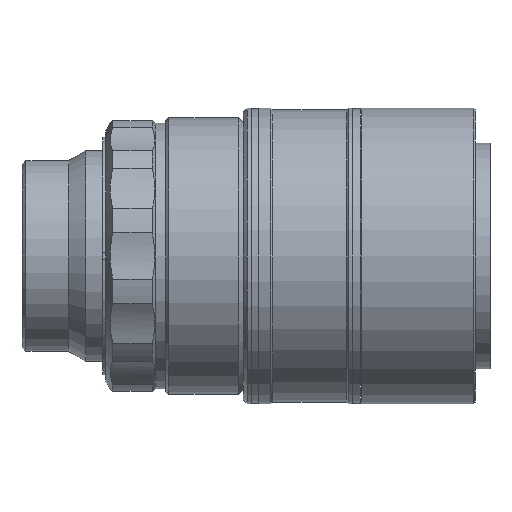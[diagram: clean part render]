
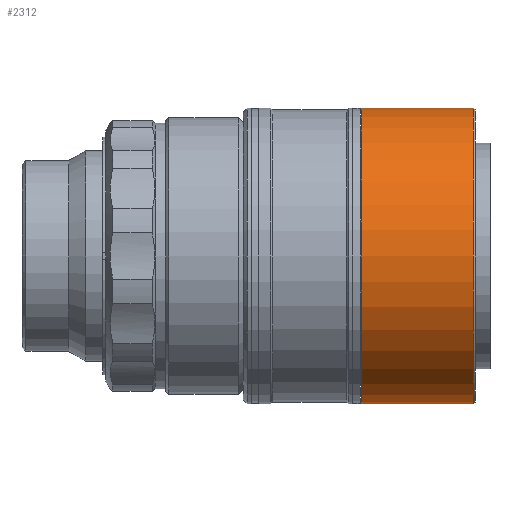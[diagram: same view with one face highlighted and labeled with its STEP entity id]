
A CAD part, front view. The second image highlights one B-rep face of the part: STEP entity #2312.
In plain terms, the highlighted cylindrical face has radius 38 mm (diameter 76 mm), a partial arc.
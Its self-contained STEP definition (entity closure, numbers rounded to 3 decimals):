
#5 = CARTESIAN_POINT ( 'NONE',  ( 0., 0., -38. ) ) ;
#84 = CARTESIAN_POINT ( 'NONE',  ( -11.98, 0., 38. ) ) ;
#85 = CARTESIAN_POINT ( 'NONE',  ( -11.98, 0., 0. ) ) ;
#143 = ORIENTED_EDGE ( 'NONE', *, *, #179, .T. ) ;
#179 = EDGE_CURVE ( 'NONE', #3377, #3186, #3814, .T. ) ;
#377 = DIRECTION ( 'NONE',  ( -1., 0., 0. ) ) ;
#379 = CARTESIAN_POINT ( 'NONE',  ( 0., 0., 38. ) ) ;
#402 = CARTESIAN_POINT ( 'NONE',  ( -40.76, 0., -38. ) ) ;
#505 = AXIS2_PLACEMENT_3D ( 'NONE', #2193, #2155, #3432 ) ;
#574 = LINE ( 'NONE', #5, #2348 ) ;
#920 = VECTOR ( 'NONE', #2254, 1000. ) ;
#960 = DIRECTION ( 'NONE',  ( 1., 0., 0. ) ) ;
#1058 = DIRECTION ( 'NONE',  ( 0., 0., -1. ) ) ;
#1188 = EDGE_CURVE ( 'NONE', #3424, #3576, #2741, .T. ) ;
#1382 = ORIENTED_EDGE ( 'NONE', *, *, #1764, .T. ) ;
#1563 = DIRECTION ( 'NONE',  ( 1., 0., 0. ) ) ;
#1633 = FACE_OUTER_BOUND ( 'NONE', #2989, .T. ) ;
#1656 = DIRECTION ( 'NONE',  ( 0., 0., -1. ) ) ;
#1764 = EDGE_CURVE ( 'NONE', #3186, #3424, #574, .T. ) ;
#1881 = CARTESIAN_POINT ( 'NONE',  ( -11.98, 0., -38. ) ) ;
#1897 = CYLINDRICAL_SURFACE ( 'NONE', #2647, 38. ) ;
#1982 = ORIENTED_EDGE ( 'NONE', *, *, #1188, .T. ) ;
#2044 = EDGE_CURVE ( 'NONE', #3377, #3576, #3880, .T. ) ;
#2155 = DIRECTION ( 'NONE',  ( 1., 0., 0. ) ) ;
#2193 = CARTESIAN_POINT ( 'NONE',  ( -40.76, 0., 0. ) ) ;
#2254 = DIRECTION ( 'NONE',  ( 1., 0., 0. ) ) ;
#2312 = ADVANCED_FACE ( 'NONE', ( #1633 ), #1897, .T. ) ;
#2348 = VECTOR ( 'NONE', #1563, 1000. ) ;
#2647 = AXIS2_PLACEMENT_3D ( 'NONE', #3185, #960, #1656 ) ;
#2737 = AXIS2_PLACEMENT_3D ( 'NONE', #85, #377, #1058 ) ;
#2741 = CIRCLE ( 'NONE', #2737, 38. ) ;
#2989 = EDGE_LOOP ( 'NONE', ( #4107, #143, #1382, #1982 ) ) ;
#3044 = CARTESIAN_POINT ( 'NONE',  ( -40.76, 0., 38. ) ) ;
#3185 = CARTESIAN_POINT ( 'NONE',  ( 0., 0., 0. ) ) ;
#3186 = VERTEX_POINT ( 'NONE', #402 ) ;
#3377 = VERTEX_POINT ( 'NONE', #3044 ) ;
#3424 = VERTEX_POINT ( 'NONE', #1881 ) ;
#3432 = DIRECTION ( 'NONE',  ( 0., 0., -1. ) ) ;
#3576 = VERTEX_POINT ( 'NONE', #84 ) ;
#3814 = CIRCLE ( 'NONE', #505, 38. ) ;
#3880 = LINE ( 'NONE', #379, #920 ) ;
#4107 = ORIENTED_EDGE ( 'NONE', *, *, #2044, .F. ) ;
